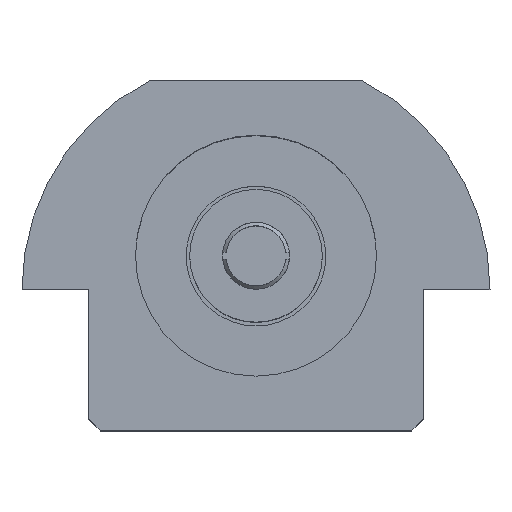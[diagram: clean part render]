
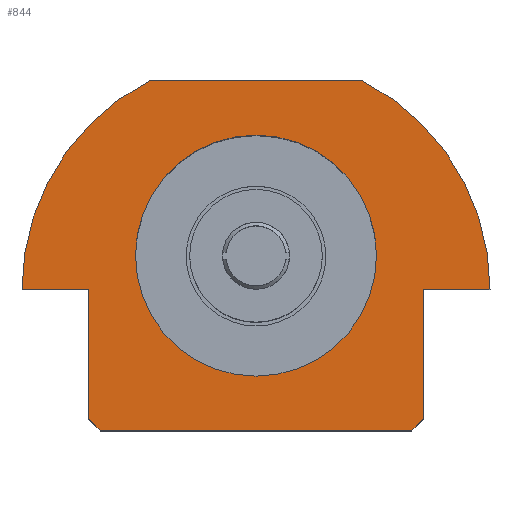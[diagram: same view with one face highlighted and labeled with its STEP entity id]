
A CAD part, top view. The second image highlights one B-rep face of the part: STEP entity #844.
In plain terms, the highlighted planar face has unit normal (0, 0, 1).
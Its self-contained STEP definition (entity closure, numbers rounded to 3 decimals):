
#40=LINE('',#1185,#70);
#43=LINE('',#1191,#73);
#45=LINE('',#1195,#75);
#48=LINE('',#1203,#78);
#51=LINE('',#1211,#81);
#53=LINE('',#1215,#83);
#55=LINE('',#1219,#85);
#57=LINE('',#1223,#87);
#70=VECTOR('',#1005,1000.);
#73=VECTOR('',#1010,1000.);
#75=VECTOR('',#1014,1000.);
#78=VECTOR('',#1023,1000.);
#81=VECTOR('',#1032,1000.);
#83=VECTOR('',#1036,1000.);
#85=VECTOR('',#1040,1000.);
#87=VECTOR('',#1044,1000.);
#110=PLANE('',#903);
#191=ORIENTED_EDGE('',*,*,#304,.T.);
#192=ORIENTED_EDGE('',*,*,#303,.F.);
#193=ORIENTED_EDGE('',*,*,#301,.T.);
#194=ORIENTED_EDGE('',*,*,#299,.F.);
#195=ORIENTED_EDGE('',*,*,#297,.F.);
#196=ORIENTED_EDGE('',*,*,#295,.F.);
#197=ORIENTED_EDGE('',*,*,#293,.F.);
#198=ORIENTED_EDGE('',*,*,#291,.F.);
#199=ORIENTED_EDGE('',*,*,#289,.F.);
#200=ORIENTED_EDGE('',*,*,#287,.F.);
#201=ORIENTED_EDGE('',*,*,#284,.T.);
#284=EDGE_CURVE('',#356,#357,#40,.F.);
#287=EDGE_CURVE('',#356,#358,#43,.T.);
#289=EDGE_CURVE('',#358,#359,#45,.T.);
#291=EDGE_CURVE('',#359,#360,#402,.T.);
#293=EDGE_CURVE('',#360,#361,#48,.T.);
#295=EDGE_CURVE('',#361,#362,#403,.T.);
#297=EDGE_CURVE('',#362,#363,#51,.T.);
#299=EDGE_CURVE('',#363,#364,#53,.T.);
#301=EDGE_CURVE('',#365,#364,#55,.F.);
#303=EDGE_CURVE('',#365,#357,#57,.T.);
#304=EDGE_CURVE('',#366,#366,#404,.T.);
#356=VERTEX_POINT('',#1186);
#357=VERTEX_POINT('',#1187);
#358=VERTEX_POINT('',#1192);
#359=VERTEX_POINT('',#1196);
#360=VERTEX_POINT('',#1200);
#361=VERTEX_POINT('',#1204);
#362=VERTEX_POINT('',#1208);
#363=VERTEX_POINT('',#1212);
#364=VERTEX_POINT('',#1216);
#365=VERTEX_POINT('',#1220);
#366=VERTEX_POINT('',#1226);
#402=CIRCLE('',#895,3.35);
#403=CIRCLE('',#898,3.35);
#404=CIRCLE('',#904,1.725);
#452=EDGE_LOOP('',(#191));
#453=EDGE_LOOP('',(#192,#193,#194,#195,#196,#197,#198,#199,#200,#201));
#510=FACE_BOUND('',#452,.T.);
#511=FACE_BOUND('',#453,.T.);
#844=ADVANCED_FACE('',(#510,#511),#110,.F.);
#895=AXIS2_PLACEMENT_3D('',#1199,#1018,#1019);
#898=AXIS2_PLACEMENT_3D('',#1207,#1027,#1028);
#903=AXIS2_PLACEMENT_3D('',#1224,#1045,#1046);
#904=AXIS2_PLACEMENT_3D('',#1225,#1047,#1048);
#1005=DIRECTION('',(-0.707,0.707,0.));
#1010=DIRECTION('',(0.,1.,0.));
#1014=DIRECTION('',(-1.,0.,0.));
#1018=DIRECTION('',(0.,0.,-1.));
#1019=DIRECTION('',(1.,0.,0.));
#1023=DIRECTION('',(1.,0.,0.));
#1027=DIRECTION('',(0.,0.,-1.));
#1028=DIRECTION('',(-1.,0.,0.));
#1032=DIRECTION('',(-1.,0.,0.));
#1036=DIRECTION('',(0.,-1.,0.));
#1040=DIRECTION('',(-0.707,-0.707,0.));
#1044=DIRECTION('',(-1.,0.,0.));
#1045=DIRECTION('',(0.,0.,-1.));
#1046=DIRECTION('',(-1.,0.,0.));
#1047=DIRECTION('',(0.,0.,-1.));
#1048=DIRECTION('',(1.,0.,0.));
#1185=CARTESIAN_POINT('',(-2.23,-2.5,6.25));
#1186=CARTESIAN_POINT('',(-2.4,-2.33,6.25));
#1187=CARTESIAN_POINT('',(-2.23,-2.5,6.25));
#1191=CARTESIAN_POINT('',(-2.4,-2.5,6.25));
#1192=CARTESIAN_POINT('',(-2.4,-0.48,6.25));
#1195=CARTESIAN_POINT('',(-2.4,-0.48,6.25));
#1196=CARTESIAN_POINT('',(-3.35,-0.48,6.25));
#1199=CARTESIAN_POINT('',(0.,-0.48,6.25));
#1200=CARTESIAN_POINT('',(-1.53,2.5,6.25));
#1203=CARTESIAN_POINT('',(-1.53,2.5,6.25));
#1204=CARTESIAN_POINT('',(1.53,2.5,6.25));
#1207=CARTESIAN_POINT('',(0.,-0.48,6.25));
#1208=CARTESIAN_POINT('',(3.35,-0.48,6.25));
#1211=CARTESIAN_POINT('',(3.35,-0.48,6.25));
#1212=CARTESIAN_POINT('',(2.4,-0.48,6.25));
#1215=CARTESIAN_POINT('',(2.4,-0.48,6.25));
#1216=CARTESIAN_POINT('',(2.4,-2.33,6.25));
#1219=CARTESIAN_POINT('',(2.4,-2.33,6.25));
#1220=CARTESIAN_POINT('',(2.23,-2.5,6.25));
#1223=CARTESIAN_POINT('',(2.4,-2.5,6.25));
#1224=CARTESIAN_POINT('',(0.,-0.48,6.25));
#1225=CARTESIAN_POINT('',(0.,0.,6.25));
#1226=CARTESIAN_POINT('',(1.725,0.,6.25));
